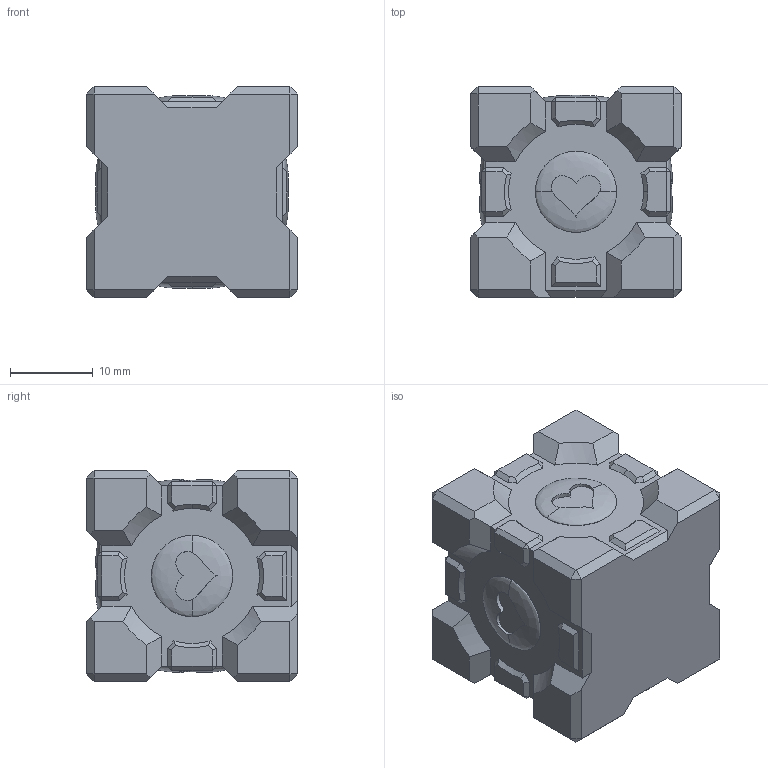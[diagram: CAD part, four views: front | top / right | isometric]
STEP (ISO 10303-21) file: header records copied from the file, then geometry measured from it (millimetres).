
FILE_DESCRIPTION (( 'STEP AP214' ), '1' );
FILE_NAME ('Extra Printable Companion Cube.STEP', '2011-11-14T02:38:30', ( '' ), ( '' ), 'SwSTEP 2.0', 'SolidWorks 2010', '' );
FILE_SCHEMA (( 'AUTOMOTIVE_DESIGN' ));
Length unit declared in the file: inch
Products named in the file (1): Extra Printable Companion Cube
Bounding box: 25.4 x 25.4 x 25.4 mm (x, y, z)
Volume: 13194.7 mm3; surface area: 3769.3 mm2
Topology: 1 solids, 1 shells, 310 faces, 783 edges, 484 vertices
Faces by surface type: plane 235, cone 45, bspline 20, cylinder 10
Entity records: 9825 total; most frequent: CARTESIAN_POINT 2618, ORIENTED_EDGE 1566, DIRECTION 1355, EDGE_CURVE 783, LINE 553, VECTOR 553, VERTEX_POINT 484, AXIS2_PLACEMENT_3D 401
